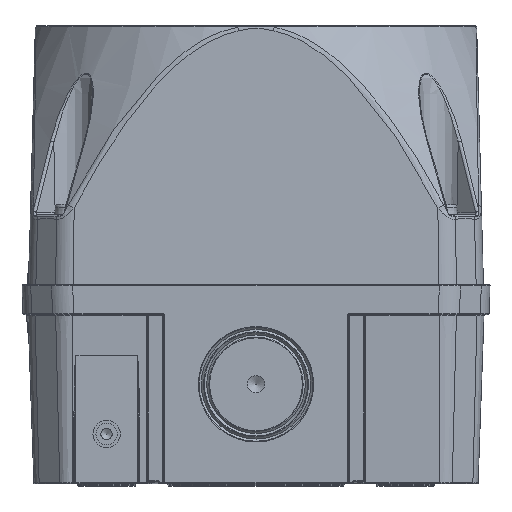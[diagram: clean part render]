
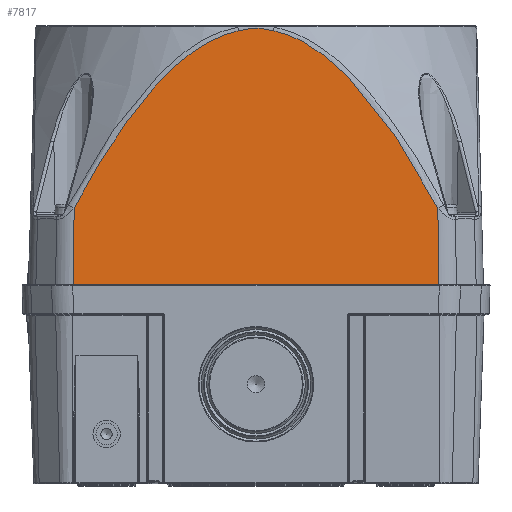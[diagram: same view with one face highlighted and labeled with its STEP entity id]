
A CAD part, front view. The second image highlights one B-rep face of the part: STEP entity #7817.
In plain terms, the highlighted planar face has unit normal (0, -1, 0.026).
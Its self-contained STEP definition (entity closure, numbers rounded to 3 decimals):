
#954=LINE('',#46951,#2651);
#961=LINE('',#47052,#2658);
#962=LINE('',#47136,#2659);
#2651=VECTOR('',#35978,1.);
#2658=VECTOR('',#35995,1.);
#2659=VECTOR('',#35996,1.);
#4280=FACE_OUTER_BOUND('',#11355,.T.);
#6499=PLANE('',#31910);
#7817=ADVANCED_FACE('',(#4280),#6499,.T.);
#9929=B_SPLINE_CURVE_WITH_KNOTS('',3,(#47054,#47055,#47056,#47057,#47058,
#47059,#47060,#47061,#47062,#47063,#47064,#47065,#47066,#47067,#47068,#47069,
#47070,#47071,#47072,#47073,#47074,#47075,#47076,#47077,#47078,#47079,#47080,
#47081,#47082,#47083,#47084,#47085,#47086,#47087,#47088,#47089,#47090,#47091,
#47092,#47093,#47094,#47095,#47096,#47097,#47098,#47099,#47100,#47101,#47102),
 .UNSPECIFIED.,.F.,.F.,(4,1,2,2,1,2,2,1,2,2,1,2,2,2,2,2,2,1,2,2,2,2,2,2,
2,2,4),(0.,0.063,0.094,0.125,0.188,
0.219,0.25,0.313,0.344,
0.375,0.438,0.469,0.5,
0.531,0.563,0.594,0.625,
0.688,0.719,0.75,0.781,
0.813,0.844,0.875,0.906,
0.938,1.),.UNSPECIFIED.);
#9930=B_SPLINE_CURVE_WITH_KNOTS('',3,(#47104,#47105,#47106,#47107,#47108,
#47109,#47110,#47111,#47112,#47113),.UNSPECIFIED.,.F.,.F.,(4,2,2,2,4),(0.,
0.25,0.5,0.75,1.),.UNSPECIFIED.);
#9931=B_SPLINE_CURVE_WITH_KNOTS('',3,(#47115,#47116,#47117,#47118,#47119,
#47120,#47121,#47122,#47123,#47124,#47125,#47126,#47127,#47128,#47129,#47130,
#47131,#47132,#47133,#47134),.UNSPECIFIED.,.F.,.F.,(4,1,1,1,1,1,2,2,1,1,
1,2,2,4),(0.,0.25,0.375,0.438,0.469,
0.484,0.492,0.5,0.625,
0.688,0.719,0.734,0.75,
1.),.UNSPECIFIED.);
#11355=EDGE_LOOP('',(#14247,#14248,#14249,#14250,#14251,#14252));
#14247=ORIENTED_EDGE('',*,*,#25955,.T.);
#14248=ORIENTED_EDGE('',*,*,#25956,.T.);
#14249=ORIENTED_EDGE('',*,*,#25957,.T.);
#14250=ORIENTED_EDGE('',*,*,#25958,.T.);
#14251=ORIENTED_EDGE('',*,*,#25959,.T.);
#14252=ORIENTED_EDGE('',*,*,#25942,.T.);
#23125=VERTEX_POINT('',#46950);
#23126=VERTEX_POINT('',#46952);
#23136=VERTEX_POINT('',#47053);
#23137=VERTEX_POINT('',#47103);
#23138=VERTEX_POINT('',#47114);
#23139=VERTEX_POINT('',#47135);
#25942=EDGE_CURVE('',#23126,#23125,#954,.T.);
#25955=EDGE_CURVE('',#23125,#23136,#961,.T.);
#25956=EDGE_CURVE('',#23136,#23137,#9929,.T.);
#25957=EDGE_CURVE('',#23137,#23138,#9930,.T.);
#25958=EDGE_CURVE('',#23138,#23139,#9931,.T.);
#25959=EDGE_CURVE('',#23139,#23126,#962,.T.);
#31910=AXIS2_PLACEMENT_3D('',#47137,#35997,#35998);
#35978=DIRECTION('',(1.,0.,0.));
#35995=DIRECTION('',(-0.011,0.026,1.));
#35996=DIRECTION('',(-0.011,-0.026,-1.));
#35997=DIRECTION('',(0.,-1.,0.026));
#35998=DIRECTION('',(0.,-0.026,-1.));
#46950=CARTESIAN_POINT('',(36.7,-45.7,-1.));
#46951=CARTESIAN_POINT('',(0.,-45.7,-1.));
#46952=CARTESIAN_POINT('',(-36.7,-45.7,-1.));
#47052=CARTESIAN_POINT('',(36.696,-45.69,-0.602));
#47053=CARTESIAN_POINT('',(36.523,-45.272,15.345));
#47054=CARTESIAN_POINT('',(36.523,-45.272,15.345));
#47055=CARTESIAN_POINT('',(36.01,-45.247,16.318));
#47056=CARTESIAN_POINT('',(35.25,-45.209,17.734));
#47057=CARTESIAN_POINT('',(34.505,-45.174,19.083));
#47058=CARTESIAN_POINT('',(34.012,-45.151,19.969));
#47059=CARTESIAN_POINT('',(33.791,-45.141,20.361));
#47060=CARTESIAN_POINT('',(32.988,-45.104,21.774));
#47061=CARTESIAN_POINT('',(32.187,-45.068,23.151));
#47062=CARTESIAN_POINT('',(31.39,-45.033,24.474));
#47063=CARTESIAN_POINT('',(30.859,-45.01,25.344));
#47064=CARTESIAN_POINT('',(30.614,-45.,25.74));
#47065=CARTESIAN_POINT('',(29.76,-44.964,27.106));
#47066=CARTESIAN_POINT('',(28.902,-44.929,28.44));
#47067=CARTESIAN_POINT('',(28.04,-44.895,29.725));
#47068=CARTESIAN_POINT('',(27.464,-44.873,30.571));
#47069=CARTESIAN_POINT('',(27.194,-44.863,30.963));
#47070=CARTESIAN_POINT('',(26.273,-44.829,32.277));
#47071=CARTESIAN_POINT('',(25.344,-44.795,33.561));
#47072=CARTESIAN_POINT('',(24.403,-44.763,34.799));
#47073=CARTESIAN_POINT('',(23.774,-44.741,35.614));
#47074=CARTESIAN_POINT('',(23.48,-44.731,35.988));
#47075=CARTESIAN_POINT('',(22.8,-44.709,36.84));
#47076=CARTESIAN_POINT('',(22.463,-44.698,37.254));
#47077=CARTESIAN_POINT('',(21.796,-44.677,38.058));
#47078=CARTESIAN_POINT('',(21.49,-44.668,38.42));
#47079=CARTESIAN_POINT('',(20.784,-44.646,39.236));
#47080=CARTESIAN_POINT('',(20.432,-44.636,39.634));
#47081=CARTESIAN_POINT('',(19.73,-44.616,40.407));
#47082=CARTESIAN_POINT('',(19.412,-44.607,40.751));
#47083=CARTESIAN_POINT('',(18.274,-44.576,41.943));
#47084=CARTESIAN_POINT('',(17.132,-44.546,43.07));
#47085=CARTESIAN_POINT('',(15.983,-44.519,44.102));
#47086=CARTESIAN_POINT('',(15.215,-44.501,44.769));
#47087=CARTESIAN_POINT('',(14.867,-44.494,45.062));
#47088=CARTESIAN_POINT('',(14.023,-44.476,45.746));
#47089=CARTESIAN_POINT('',(13.603,-44.467,46.072));
#47090=CARTESIAN_POINT('',(12.767,-44.451,46.693));
#47091=CARTESIAN_POINT('',(12.382,-44.444,46.967));
#47092=CARTESIAN_POINT('',(11.493,-44.428,47.567));
#47093=CARTESIAN_POINT('',(11.049,-44.421,47.851));
#47094=CARTESIAN_POINT('',(10.158,-44.407,48.386));
#47095=CARTESIAN_POINT('',(9.742,-44.401,48.622));
#47096=CARTESIAN_POINT('',(8.792,-44.387,49.124));
#47097=CARTESIAN_POINT('',(8.316,-44.381,49.356));
#47098=CARTESIAN_POINT('',(7.362,-44.37,49.783));
#47099=CARTESIAN_POINT('',(6.912,-44.365,49.968));
#47100=CARTESIAN_POINT('',(5.392,-44.351,50.527));
#47101=CARTESIAN_POINT('',(4.387,-44.343,50.81));
#47102=CARTESIAN_POINT('',(3.39,-44.338,51.005));
#47103=CARTESIAN_POINT('',(3.39,-44.338,51.005));
#47104=CARTESIAN_POINT('',(3.39,-44.338,51.005));
#47105=CARTESIAN_POINT('',(2.83,-44.335,51.115));
#47106=CARTESIAN_POINT('',(2.27,-44.332,51.227));
#47107=CARTESIAN_POINT('',(1.148,-44.327,51.437));
#47108=CARTESIAN_POINT('',(0.588,-44.324,51.549));
#47109=CARTESIAN_POINT('',(-0.562,-44.324,51.553));
#47110=CARTESIAN_POINT('',(-1.133,-44.327,51.44));
#47111=CARTESIAN_POINT('',(-2.263,-44.332,51.229));
#47112=CARTESIAN_POINT('',(-2.826,-44.335,51.115));
#47113=CARTESIAN_POINT('',(-3.39,-44.338,51.005));
#47114=CARTESIAN_POINT('',(-3.39,-44.338,51.005));
#47115=CARTESIAN_POINT('',(-3.39,-44.338,51.005));
#47116=CARTESIAN_POINT('',(-6.591,-44.355,50.379));
#47117=CARTESIAN_POINT('',(-11.461,-44.415,48.085));
#47118=CARTESIAN_POINT('',(-17.264,-44.547,43.035));
#47119=CARTESIAN_POINT('',(-20.196,-44.629,39.916));
#47120=CARTESIAN_POINT('',(-21.67,-44.673,38.209));
#47121=CARTESIAN_POINT('',(-22.409,-44.697,37.318));
#47122=CARTESIAN_POINT('',(-22.726,-44.707,36.929));
#47123=CARTESIAN_POINT('',(-22.937,-44.714,36.667));
#47124=CARTESIAN_POINT('',(-23.072,-44.718,36.499));
#47125=CARTESIAN_POINT('',(-24.375,-44.761,34.867));
#47126=CARTESIAN_POINT('',(-26.192,-44.824,32.439));
#47127=CARTESIAN_POINT('',(-28.275,-44.904,29.388));
#47128=CARTESIAN_POINT('',(-29.306,-44.946,27.808));
#47129=CARTESIAN_POINT('',(-29.747,-44.964,27.119));
#47130=CARTESIAN_POINT('',(-30.04,-44.976,26.657));
#47131=CARTESIAN_POINT('',(-30.207,-44.983,26.391));
#47132=CARTESIAN_POINT('',(-32.331,-45.072,22.995));
#47133=CARTESIAN_POINT('',(-34.395,-45.166,19.38));
#47134=CARTESIAN_POINT('',(-36.523,-45.272,15.345));
#47135=CARTESIAN_POINT('',(-36.523,-45.272,15.345));
#47136=CARTESIAN_POINT('',(-36.696,-45.69,-0.602));
#47137=CARTESIAN_POINT('',(0.,-45.7,-1.));
